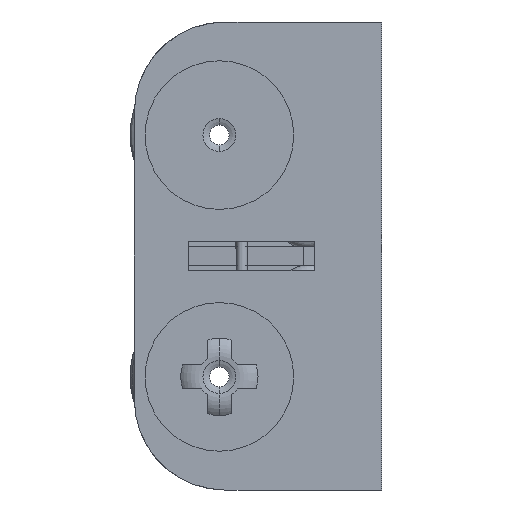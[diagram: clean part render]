
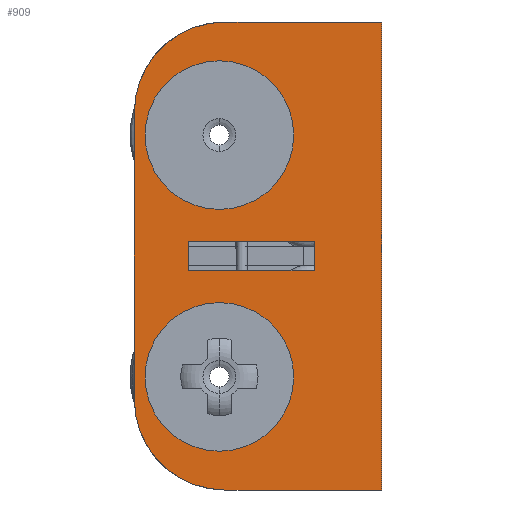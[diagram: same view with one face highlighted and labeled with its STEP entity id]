
A CAD part, left-side view. The second image highlights one B-rep face of the part: STEP entity #909.
In plain terms, the highlighted planar face has unit normal (-1, 0, 0).
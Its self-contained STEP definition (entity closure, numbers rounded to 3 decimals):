
#303 = VERTEX_POINT ( 'NONE', #5427 ) ;
#526 = VERTEX_POINT ( 'NONE', #837 ) ;
#601 = AXIS2_PLACEMENT_3D ( 'NONE', #2786, #5908, #5917 ) ;
#737 = VERTEX_POINT ( 'NONE', #4900 ) ;
#740 = EDGE_CURVE ( 'NONE', #12723, #7297, #3753, .T. ) ;
#837 = CARTESIAN_POINT ( 'NONE',  ( -19.84, -1.257, -3.72 ) ) ;
#909 = ADVANCED_FACE ( 'NONE', ( #10004, #12671, #4838, #7252 ), #4412, .F. ) ;
#1116 = DIRECTION ( 'NONE',  ( 0., 0., -1. ) ) ;
#1128 = CARTESIAN_POINT ( 'NONE',  ( -19.84, 0.368, -2.063 ) ) ;
#1129 = CARTESIAN_POINT ( 'NONE',  ( -19.84, -1.55, 11.018 ) ) ;
#1185 = DIRECTION ( 'NONE',  ( 0., -1., 0. ) ) ;
#1196 = DIRECTION ( 'NONE',  ( 1., 0., 0. ) ) ;
#1301 = CARTESIAN_POINT ( 'NONE',  ( -19.84, -1.55, -8.807 ) ) ;
#1360 = VERTEX_POINT ( 'NONE', #6973 ) ;
#1729 = EDGE_CURVE ( 'NONE', #7297, #737, #1985, .T. ) ;
#1772 = DIRECTION ( 'NONE',  ( 0., 0., 1. ) ) ;
#1870 = VERTEX_POINT ( 'NONE', #4060 ) ;
#1985 = LINE ( 'NONE', #8995, #12495 ) ;
#1993 = EDGE_CURVE ( 'NONE', #9560, #12723, #8508, .T. ) ;
#1996 = EDGE_CURVE ( 'NONE', #13187, #1360, #10911, .T. ) ;
#2119 = CARTESIAN_POINT ( 'NONE',  ( -19.84, -6.236, -0.488 ) ) ;
#2166 = EDGE_CURVE ( 'NONE', #737, #8187, #9013, .T. ) ;
#2178 = ORIENTED_EDGE ( 'NONE', *, *, #12003, .T. ) ;
#2284 = EDGE_CURVE ( 'NONE', #526, #9170, #10756, .T. ) ;
#2323 = EDGE_LOOP ( 'NONE', ( #2347, #5265, #2359, #11938 ) ) ;
#2330 = LINE ( 'NONE', #6267, #5010 ) ;
#2347 = ORIENTED_EDGE ( 'NONE', *, *, #3859, .F. ) ;
#2359 = ORIENTED_EDGE ( 'NONE', *, *, #13179, .F. ) ;
#2371 = DIRECTION ( 'NONE',  ( 0., 0., 1. ) ) ;
#2387 = CIRCLE ( 'NONE', #11914, 3.905 ) ;
#2659 = EDGE_LOOP ( 'NONE', ( #2178, #8843 ) ) ;
#2771 = VECTOR ( 'NONE', #3202, 1000. ) ;
#2786 = CARTESIAN_POINT ( 'NONE',  ( -19.84, -1.55, -8.807 ) ) ;
#2975 = CARTESIAN_POINT ( 'NONE',  ( -19.84, -9.792, 11.018 ) ) ;
#2986 = DIRECTION ( 'NONE',  ( 0., 0., -1. ) ) ;
#3030 = ORIENTED_EDGE ( 'NONE', *, *, #8657, .T. ) ;
#3058 = LINE ( 'NONE', #9648, #10571 ) ;
#3202 = DIRECTION ( 'NONE',  ( 0., 1., 0. ) ) ;
#3214 = DIRECTION ( 'NONE',  ( 0., 1., 0. ) ) ;
#3378 = CARTESIAN_POINT ( 'NONE',  ( -19.84, -9.792, -13.569 ) ) ;
#3406 = ORIENTED_EDGE ( 'NONE', *, *, #2166, .F. ) ;
#3409 = CARTESIAN_POINT ( 'NONE',  ( -19.84, 0.368, -0.488 ) ) ;
#3518 = DIRECTION ( 'NONE',  ( 0., 0., 1. ) ) ;
#3611 = ORIENTED_EDGE ( 'NONE', *, *, #740, .F. ) ;
#3753 = CIRCLE ( 'NONE', #6288, 4.762 ) ;
#3787 = ORIENTED_EDGE ( 'NONE', *, *, #7942, .F. ) ;
#3859 = EDGE_CURVE ( 'NONE', #12188, #13187, #3058, .T. ) ;
#4060 = CARTESIAN_POINT ( 'NONE',  ( -19.84, -1.257, 8.98 ) ) ;
#4114 = CARTESIAN_POINT ( 'NONE',  ( -19.84, 0.368, -2.063 ) ) ;
#4412 = PLANE ( 'NONE',  #601 ) ;
#4469 = DIRECTION ( 'NONE',  ( 1., 0., 0. ) ) ;
#4838 = FACE_OUTER_BOUND ( 'NONE', #6319, .T. ) ;
#4900 = CARTESIAN_POINT ( 'NONE',  ( -19.84, 3.213, 6.255 ) ) ;
#4951 = CARTESIAN_POINT ( 'NONE',  ( -19.84, -1.257, -11.531 ) ) ;
#5010 = VECTOR ( 'NONE', #5921, 1000. ) ;
#5056 = VECTOR ( 'NONE', #1116, 1000. ) ;
#5265 = ORIENTED_EDGE ( 'NONE', *, *, #6049, .F. ) ;
#5426 = VECTOR ( 'NONE', #3214, 1000. ) ;
#5427 = CARTESIAN_POINT ( 'NONE',  ( -19.84, -1.257, 1.169 ) ) ;
#5483 = AXIS2_PLACEMENT_3D ( 'NONE', #6345, #6360, #6343 ) ;
#5494 = DIRECTION ( 'NONE',  ( 0., 0., -1. ) ) ;
#5627 = CARTESIAN_POINT ( 'NONE',  ( -19.84, -1.257, -7.626 ) ) ;
#5648 = DIRECTION ( 'NONE',  ( 1., 0., 0. ) ) ;
#5908 = DIRECTION ( 'NONE',  ( 1., 0., 0. ) ) ;
#5917 = DIRECTION ( 'NONE',  ( 0., 0., -1. ) ) ;
#5921 = DIRECTION ( 'NONE',  ( 0., -1., 0. ) ) ;
#5957 = EDGE_CURVE ( 'NONE', #303, #1870, #2387, .T. ) ;
#6049 = EDGE_CURVE ( 'NONE', #7161, #12188, #6841, .T. ) ;
#6103 = CIRCLE ( 'NONE', #8765, 3.905 ) ;
#6228 = EDGE_CURVE ( 'NONE', #8187, #6981, #2330, .T. ) ;
#6267 = CARTESIAN_POINT ( 'NONE',  ( -19.84, -9.792, 11.018 ) ) ;
#6288 = AXIS2_PLACEMENT_3D ( 'NONE', #1301, #1196, #9473 ) ;
#6319 = EDGE_LOOP ( 'NONE', ( #3611, #11965, #3787, #9507, #3406, #12426 ) ) ;
#6343 = DIRECTION ( 'NONE',  ( 0., 0., 1. ) ) ;
#6345 = CARTESIAN_POINT ( 'NONE',  ( -19.84, -1.55, 6.255 ) ) ;
#6360 = DIRECTION ( 'NONE',  ( 1., 0., 0. ) ) ;
#6581 = VECTOR ( 'NONE', #2986, 1000. ) ;
#6791 = EDGE_LOOP ( 'NONE', ( #9981, #3030 ) ) ;
#6841 = LINE ( 'NONE', #1128, #12591 ) ;
#6973 = CARTESIAN_POINT ( 'NONE',  ( -19.84, 0.368, -0.488 ) ) ;
#6981 = VERTEX_POINT ( 'NONE', #11850 ) ;
#7161 = VERTEX_POINT ( 'NONE', #9851 ) ;
#7252 = FACE_BOUND ( 'NONE', #2659, .T. ) ;
#7297 = VERTEX_POINT ( 'NONE', #8445 ) ;
#7481 = AXIS2_PLACEMENT_3D ( 'NONE', #10630, #4469, #11641 ) ;
#7770 = CARTESIAN_POINT ( 'NONE',  ( -19.84, -6.236, -2.063 ) ) ;
#7772 = LINE ( 'NONE', #4114, #5056 ) ;
#7942 = EDGE_CURVE ( 'NONE', #6981, #9560, #11710, .T. ) ;
#8187 = VERTEX_POINT ( 'NONE', #1129 ) ;
#8445 = CARTESIAN_POINT ( 'NONE',  ( -19.84, 3.213, -8.807 ) ) ;
#8448 = CARTESIAN_POINT ( 'NONE',  ( -19.84, -1.55, -13.569 ) ) ;
#8508 = LINE ( 'NONE', #3378, #2771 ) ;
#8657 = EDGE_CURVE ( 'NONE', #9170, #526, #6103, .T. ) ;
#8745 = CARTESIAN_POINT ( 'NONE',  ( -19.84, -9.792, -13.569 ) ) ;
#8765 = AXIS2_PLACEMENT_3D ( 'NONE', #9216, #9110, #9070 ) ;
#8843 = ORIENTED_EDGE ( 'NONE', *, *, #5957, .T. ) ;
#8995 = CARTESIAN_POINT ( 'NONE',  ( -19.84, 3.213, -8.807 ) ) ;
#9010 = CARTESIAN_POINT ( 'NONE',  ( -19.84, -1.257, 5.074 ) ) ;
#9013 = CIRCLE ( 'NONE', #5483, 4.762 ) ;
#9070 = DIRECTION ( 'NONE',  ( 0., 0., -1. ) ) ;
#9110 = DIRECTION ( 'NONE',  ( 1., 0., 0. ) ) ;
#9170 = VERTEX_POINT ( 'NONE', #4951 ) ;
#9216 = CARTESIAN_POINT ( 'NONE',  ( -19.84, -1.257, -7.626 ) ) ;
#9473 = DIRECTION ( 'NONE',  ( 0., 0., -1. ) ) ;
#9507 = ORIENTED_EDGE ( 'NONE', *, *, #6228, .F. ) ;
#9560 = VERTEX_POINT ( 'NONE', #8745 ) ;
#9648 = CARTESIAN_POINT ( 'NONE',  ( -19.84, -6.236, -0.488 ) ) ;
#9851 = CARTESIAN_POINT ( 'NONE',  ( -19.84, 0.368, -2.063 ) ) ;
#9909 = DIRECTION ( 'NONE',  ( 1., 0., 0. ) ) ;
#9927 = CIRCLE ( 'NONE', #7481, 3.905 ) ;
#9981 = ORIENTED_EDGE ( 'NONE', *, *, #2284, .T. ) ;
#10004 = FACE_BOUND ( 'NONE', #6791, .T. ) ;
#10352 = AXIS2_PLACEMENT_3D ( 'NONE', #5627, #5648, #5494 ) ;
#10571 = VECTOR ( 'NONE', #1772, 1000. ) ;
#10630 = CARTESIAN_POINT ( 'NONE',  ( -19.84, -1.257, 5.074 ) ) ;
#10756 = CIRCLE ( 'NONE', #10352, 3.905 ) ;
#10911 = LINE ( 'NONE', #3409, #5426 ) ;
#11641 = DIRECTION ( 'NONE',  ( 0., 0., 1. ) ) ;
#11710 = LINE ( 'NONE', #2975, #6581 ) ;
#11850 = CARTESIAN_POINT ( 'NONE',  ( -19.84, -9.792, 11.018 ) ) ;
#11914 = AXIS2_PLACEMENT_3D ( 'NONE', #9010, #9909, #3518 ) ;
#11938 = ORIENTED_EDGE ( 'NONE', *, *, #1996, .F. ) ;
#11965 = ORIENTED_EDGE ( 'NONE', *, *, #1993, .F. ) ;
#12003 = EDGE_CURVE ( 'NONE', #1870, #303, #9927, .T. ) ;
#12188 = VERTEX_POINT ( 'NONE', #7770 ) ;
#12426 = ORIENTED_EDGE ( 'NONE', *, *, #1729, .F. ) ;
#12495 = VECTOR ( 'NONE', #2371, 1000. ) ;
#12591 = VECTOR ( 'NONE', #1185, 1000. ) ;
#12671 = FACE_BOUND ( 'NONE', #2323, .T. ) ;
#12723 = VERTEX_POINT ( 'NONE', #8448 ) ;
#13179 = EDGE_CURVE ( 'NONE', #1360, #7161, #7772, .T. ) ;
#13187 = VERTEX_POINT ( 'NONE', #2119 ) ;
